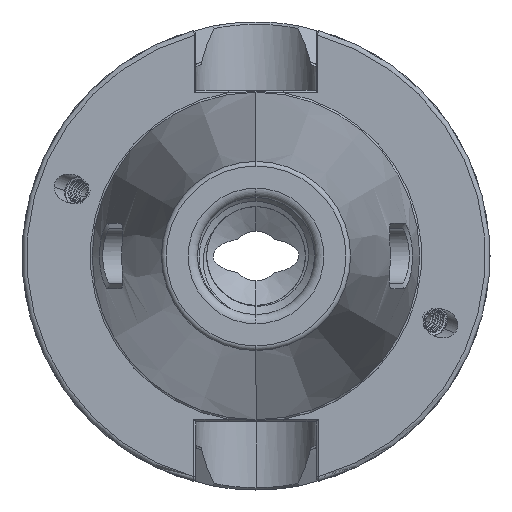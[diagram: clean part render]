
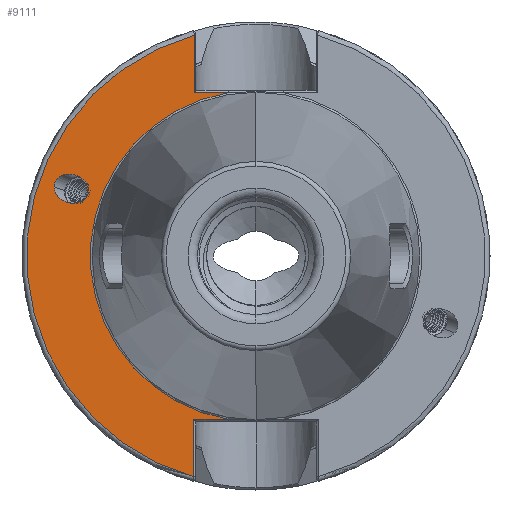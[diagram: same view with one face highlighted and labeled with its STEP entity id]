
A CAD part, left-side view. The second image highlights one B-rep face of the part: STEP entity #9111.
In plain terms, the highlighted planar face has unit normal (-1, 0, 0).
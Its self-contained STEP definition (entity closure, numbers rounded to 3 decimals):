
#1434 = EDGE_LOOP ( 'NONE', ( #6510, #6511, #6509 ) ) ;
#1435 = EDGE_LOOP ( 'NONE', ( #6512, #6514, #6513, #6515, #6516, #6517 ) ) ;
#1720 = VERTEX_POINT ( 'NONE', #2247 ) ;
#1721 = VERTEX_POINT ( 'NONE', #2248 ) ;
#1722 = VERTEX_POINT ( 'NONE', #2249 ) ;
#1723 = VERTEX_POINT ( 'NONE', #2250 ) ;
#2247 = CARTESIAN_POINT ( 'NONE',  ( 0., 13.194, 47.19 ) ) ;
#2248 = CARTESIAN_POINT ( 'NONE',  ( 0., 13.279, -47.166 ) ) ;
#2249 = CARTESIAN_POINT ( 'NONE',  ( 0., 13.279, -34.9 ) ) ;
#2250 = CARTESIAN_POINT ( 'NONE',  ( 0., 5.916, -34.9 ) ) ;
#2318 = CARTESIAN_POINT ( 'NONE',  ( 0., 5.916, 34.9 ) ) ;
#2322 = CARTESIAN_POINT ( 'NONE',  ( 0., 13.194, 34.9 ) ) ;
#6509 = ORIENTED_EDGE ( 'NONE', *, *, #8982, .T. ) ;
#6510 = ORIENTED_EDGE ( 'NONE', *, *, #11894, .T. ) ;
#6511 = ORIENTED_EDGE ( 'NONE', *, *, #8984, .T. ) ;
#6512 = ORIENTED_EDGE ( 'NONE', *, *, #11892, .T. ) ;
#6513 = ORIENTED_EDGE ( 'NONE', *, *, #11891, .T. ) ;
#6514 = ORIENTED_EDGE ( 'NONE', *, *, #11893, .T. ) ;
#6515 = ORIENTED_EDGE ( 'NONE', *, *, #11890, .F. ) ;
#6516 = ORIENTED_EDGE ( 'NONE', *, *, #11889, .T. ) ;
#6517 = ORIENTED_EDGE ( 'NONE', *, *, #11888, .T. ) ;
#7716 = VERTEX_POINT ( 'NONE', #2318 ) ;
#7717 = VERTEX_POINT ( 'NONE', #2322 ) ;
#7797 = VERTEX_POINT ( 'NONE', #14645 ) ;
#7798 = VERTEX_POINT ( 'NONE', #14646 ) ;
#7800 = VERTEX_POINT ( 'NONE', #14648 ) ;
#8209 = CIRCLE ( 'NONE', #11861, 35.398 ) ;
#8210 = CIRCLE ( 'NONE', #11858, 49. ) ;
#8982 = EDGE_CURVE ( 'NONE', #7797, #7798, #10618, .T. ) ;
#8984 = EDGE_CURVE ( 'NONE', #7800, #7797, #10616, .T. ) ;
#9111 = ADVANCED_FACE ( 'NONE', ( #13738, #13742 ), #10057, .F. ) ;
#10057 = PLANE ( 'NONE',  #13744 ) ;
#10058 = CARTESIAN_POINT ( 'NONE',  ( 0., 35.398, 0. ) ) ;
#10059 = DIRECTION ( 'NONE',  ( 1., 0., 0. ) ) ;
#10060 = DIRECTION ( 'NONE',  ( 0., 0., -1. ) ) ;
#10254 = CARTESIAN_POINT ( 'NONE',  ( 0., 0., 0. ) ) ;
#10255 = LINE ( 'NONE', #10256, #11862 ) ;
#10256 = CARTESIAN_POINT ( 'NONE',  ( 0., 13.194, 47.285 ) ) ;
#10257 = DIRECTION ( 'NONE',  ( 0., 0., 1. ) ) ;
#10258 = LINE ( 'NONE', #10259, #11863 ) ;
#10259 = CARTESIAN_POINT ( 'NONE',  ( 0., 12.85, 34.9 ) ) ;
#10260 = DIRECTION ( 'NONE',  ( 0., 1., 0. ) ) ;
#10261 = DIRECTION ( 'NONE',  ( -1., 0., 0. ) ) ;
#10262 = DIRECTION ( 'NONE',  ( 0., 0., 1. ) ) ;
#10263 = CARTESIAN_POINT ( 'NONE',  ( 0., 0., 0. ) ) ;
#10264 = LINE ( 'NONE', #10265, #11865 ) ;
#10265 = CARTESIAN_POINT ( 'NONE',  ( 0., 35.398, -34.9 ) ) ;
#10266 = DIRECTION ( 'NONE',  ( 0., -1., 0. ) ) ;
#10267 = DIRECTION ( 'NONE',  ( -1., 0., 0. ) ) ;
#10268 = DIRECTION ( 'NONE',  ( 0., 0., 1. ) ) ;
#10269 = LINE ( 'NONE', #10270, #11867 ) ;
#10270 = CARTESIAN_POINT ( 'NONE',  ( 0., 13.279, 0. ) ) ;
#10271 = DIRECTION ( 'NONE',  ( 0., 0., 1. ) ) ;
#10272 = CARTESIAN_POINT ( 'NONE',  ( 0., 35.968, 13.091 ) ) ;
#10273 = CARTESIAN_POINT ( 'NONE',  ( 0., 37.57, 8.69 ) ) ;
#10274 = CARTESIAN_POINT ( 'NONE',  ( 0., 43.118, 9.99 ) ) ;
#10275 = CARTESIAN_POINT ( 'NONE',  ( 0., 43.118, 14.766 ) ) ;
#10616 =( BOUNDED_CURVE ( )  B_SPLINE_CURVE ( 3, ( #12765, #12766, #12767, #12768 ),
 .UNSPECIFIED., .F., .T. ) 
 B_SPLINE_CURVE_WITH_KNOTS ( ( 4, 4 ),
 ( 2.852, 5.993 ),
 .UNSPECIFIED. ) 
 CURVE ( )  GEOMETRIC_REPRESENTATION_ITEM ( )  RATIONAL_B_SPLINE_CURVE ( ( 1., 0.333, 0.333, 1. ) ) 
 REPRESENTATION_ITEM ( '' )  );
#10618 =( BOUNDED_CURVE ( )  B_SPLINE_CURVE ( 3, ( #12758, #12759, #12760, #12761 ),
 .UNSPECIFIED., .F., .T. ) 
 B_SPLINE_CURVE_WITH_KNOTS ( ( 4, 4 ),
 ( 5.993, 6.283 ),
 .UNSPECIFIED. ) 
 CURVE ( )  GEOMETRIC_REPRESENTATION_ITEM ( )  RATIONAL_B_SPLINE_CURVE ( ( 1., 0.993, 0.993, 1. ) ) 
 REPRESENTATION_ITEM ( '' )  );
#11858 = AXIS2_PLACEMENT_3D ( 'NONE', #10263, #10267, #10268 ) ;
#11861 = AXIS2_PLACEMENT_3D ( 'NONE', #10254, #10261, #10262 ) ;
#11862 = VECTOR ( 'NONE', #10257, 1000. ) ;
#11863 = VECTOR ( 'NONE', #10260, 1000. ) ;
#11865 = VECTOR ( 'NONE', #10266, 1000. ) ;
#11867 = VECTOR ( 'NONE', #10271, 1000. ) ;
#11888 = EDGE_CURVE ( 'NONE', #7717, #1720, #10255, .T. ) ;
#11889 = EDGE_CURVE ( 'NONE', #7716, #7717, #10258, .T. ) ;
#11890 = EDGE_CURVE ( 'NONE', #7716, #1723, #8209, .T. ) ;
#11891 = EDGE_CURVE ( 'NONE', #1722, #1723, #10264, .T. ) ;
#11892 = EDGE_CURVE ( 'NONE', #1720, #1721, #8210, .T. ) ;
#11893 = EDGE_CURVE ( 'NONE', #1721, #1722, #10269, .T. ) ;
#11894 = EDGE_CURVE ( 'NONE', #7798, #7800, #13973, .T. ) ;
#12758 = CARTESIAN_POINT ( 'NONE',  ( 0., 35.816, 13.963 ) ) ;
#12759 = CARTESIAN_POINT ( 'NONE',  ( 0., 35.816, 13.662 ) ) ;
#12760 = CARTESIAN_POINT ( 'NONE',  ( 0., 35.867, 13.369 ) ) ;
#12761 = CARTESIAN_POINT ( 'NONE',  ( 0., 35.968, 13.091 ) ) ;
#12765 = CARTESIAN_POINT ( 'NONE',  ( 0., 43.118, 14.766 ) ) ;
#12766 = CARTESIAN_POINT ( 'NONE',  ( 0., 43.118, 20.987 ) ) ;
#12767 = CARTESIAN_POINT ( 'NONE',  ( 0., 35.816, 20.184 ) ) ;
#12768 = CARTESIAN_POINT ( 'NONE',  ( 0., 35.816, 13.963 ) ) ;
#13738 = FACE_BOUND ( 'NONE', #1434, .T. ) ;
#13742 = FACE_OUTER_BOUND ( 'NONE', #1435, .T. ) ;
#13744 = AXIS2_PLACEMENT_3D ( 'NONE', #10058, #10059, #10060 ) ;
#13973 =( BOUNDED_CURVE ( )  B_SPLINE_CURVE ( 3, ( #10272, #10273, #10274, #10275 ),
 .UNSPECIFIED., .F., .T. ) 
 B_SPLINE_CURVE_WITH_KNOTS ( ( 4, 4 ),
 ( 0., 2.852 ),
 .UNSPECIFIED. ) 
 CURVE ( )  GEOMETRIC_REPRESENTATION_ITEM ( )  RATIONAL_B_SPLINE_CURVE ( ( 1., 0.43, 0.43, 1. ) ) 
 REPRESENTATION_ITEM ( '' )  );
#14645 = CARTESIAN_POINT ( 'NONE',  ( 0., 35.816, 13.963 ) ) ;
#14646 = CARTESIAN_POINT ( 'NONE',  ( 0., 35.968, 13.091 ) ) ;
#14648 = CARTESIAN_POINT ( 'NONE',  ( 0., 43.118, 14.766 ) ) ;
